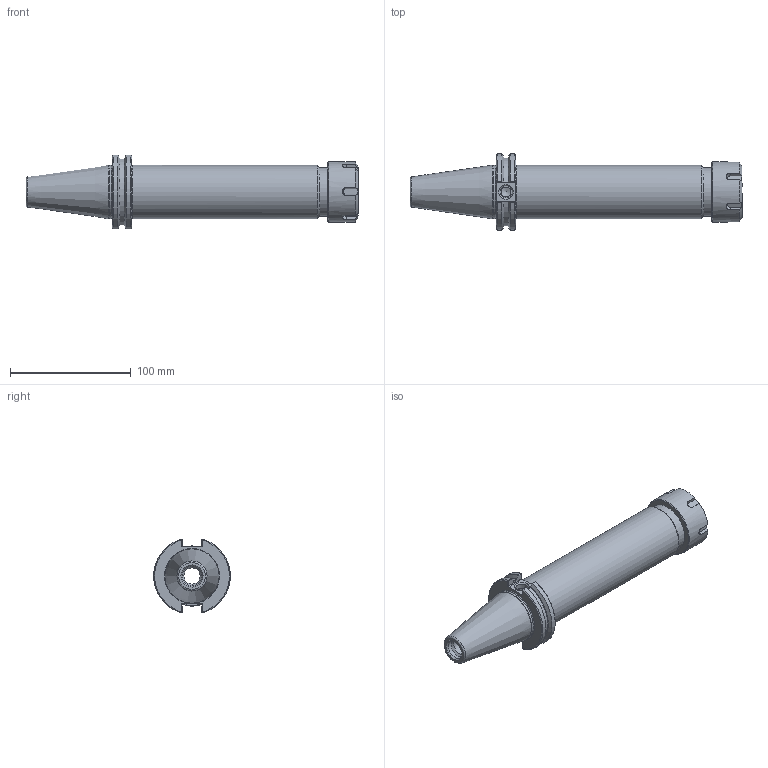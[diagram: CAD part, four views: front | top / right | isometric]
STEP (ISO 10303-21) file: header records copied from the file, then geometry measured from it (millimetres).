
FILE_DESCRIPTION((''),'2;1');
FILE_NAME('C40-32ERP812.iam.stp','2014-06-20T15:52:23',(''),(''),'Autodesk Inventor 2012','Autodesk Inventor 2012','');
FILE_SCHEMA(('AUTOMOTIVE_DESIGN { 1 0 10303 214 1 1 1 1 }'));
Length unit declared in the file: inch
Products named in the file (3): C40-32ERP812; C40-32ER8-1; 32ERPN
Assembly tree (2 placements, depth 2):
  C40-32ERP812
    C40-32ER8-1
    32ERPN
Bounding box: 274.51 x 63.26 x 61.05 mm (x, y, z)
Volume: 324003.1 mm3; surface area: 63443.2 mm2
Topology: 2 solids, 2 shells, 129 faces, 324 edges, 204 vertices
Faces by surface type: plane 55, cone 33, cylinder 33, torus 8
Full cylindrical faces by diameter (mm): 8.001 x1, 10.135 x1, 13.386 x1, 16.459 x1, 18.923 x1, 23.495 x1, 27 x1, 30.48 x1, 33.147 x1, 38.684 x1, 40 x1, 40.513 x1, 43.942 x1, 44.45 x1, 49.733 x1
Entity records: 3821 total; most frequent: CARTESIAN_POINT 828, DIRECTION 584, ORIENTED_EDGE 550, EDGE_CURVE 275, AXIS2_PLACEMENT_3D 233, VERTEX_POINT 197, EDGE_LOOP 180, FACE_OUTER_BOUND 129
